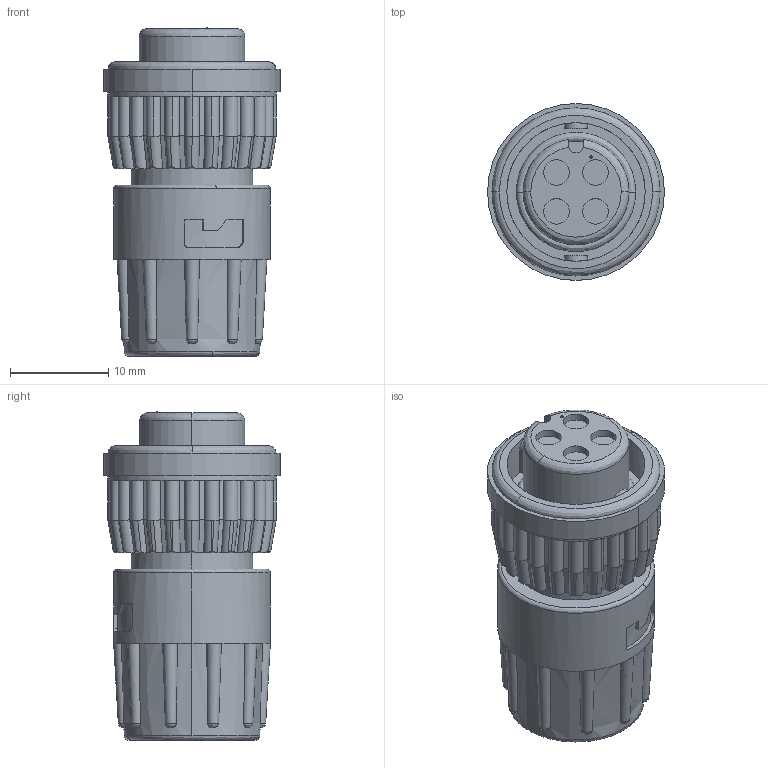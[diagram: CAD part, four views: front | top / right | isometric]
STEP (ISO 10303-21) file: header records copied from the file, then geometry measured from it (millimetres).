
FILE_DESCRIPTION (( 'STEP AP203' ), '1' );
FILE_NAME ('6382-4SG-3DC.STEP', '2015-11-13T14:58:15', ( '' ), ( '' ), 'SwSTEP 2.0', 'SolidWorks 2014', '' );
FILE_SCHEMA (( 'CONFIG_CONTROL_DESIGN' ));
Length unit declared in the file: inch
Products named in the file (1): 6382-4SG-3DC
Bounding box: 18.03 x 18.03 x 33.53 mm (x, y, z)
Volume: 5702.9 mm3; surface area: 2778.7 mm2
Topology: 1 solids, 1 shells, 320 faces, 891 edges, 587 vertices
Faces by surface type: cylinder 183, plane 74, bspline 59, cone 4
Entity records: 15814 total; most frequent: CARTESIAN_POINT 8645, ORIENTED_EDGE 1778, DIRECTION 1199, EDGE_CURVE 889, VERTEX_POINT 587, AXIS2_PLACEMENT_3D 485, EDGE_LOOP 336, FACE_OUTER_BOUND 320
